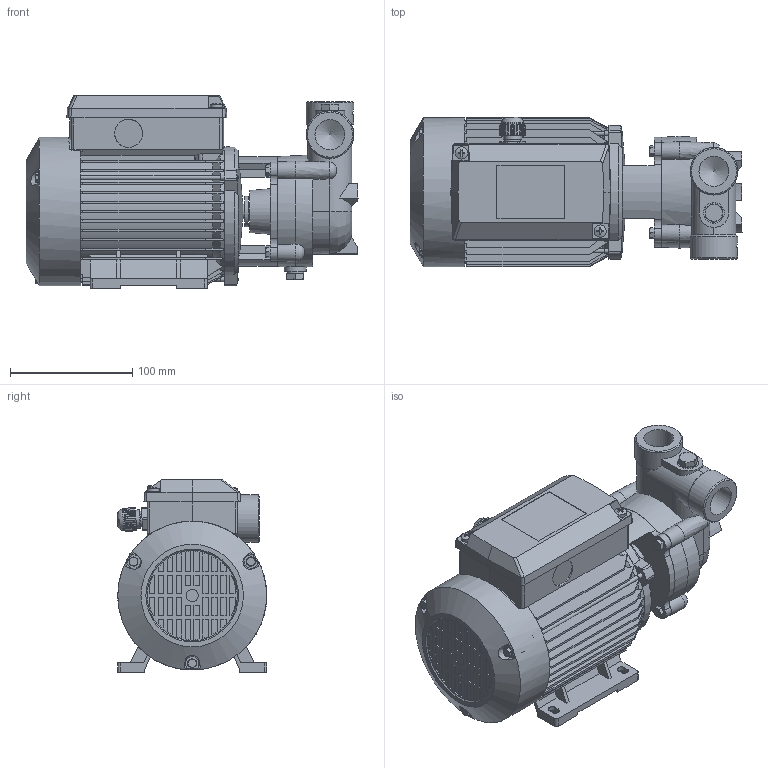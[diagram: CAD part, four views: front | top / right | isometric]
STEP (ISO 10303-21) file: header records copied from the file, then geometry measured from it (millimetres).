
FILE_DESCRIPTION(('STEP AP214'),'2;1');
FILE_NAME('4_93_453_02_REV00.stp','2013-09-02T15:51:02',(''),(''),'2012.1.115','THINKDESIGN','');
FILE_SCHEMA(('AUTOMOTIVE_DESIGN'));
Length unit declared in the file: millimetre
Bounding box: 272 x 122.35 x 158 mm (x, y, z)
Volume: 2751775.8 mm3; surface area: 406134.3 mm2
Topology: 19 solids, 19 shells, 1333 faces, 3678 edges, 2459 vertices
Faces by surface type: plane 863, cylinder 262, bspline 208
Full cylindrical faces by diameter (mm): 3.5 x3, 4 x3, 5 x11, 6 x2, 8.4 x2, 9.728 x2, 10 x4, 10.5 x1, 11.5 x1, 12 x2, 12.5 x1, 13.4 x1, 14 x3, 14.16 x1, 15 x1, 16 x1, 17 x1, 18 x2, 23 x2, 24.5 x2, 25 x1, 28.5 x1, 39 x2, 95 x1, 101 x1, 122 x1
Entity records: 59549 total; most frequent: CARTESIAN_POINT 13949, ORIENTED_EDGE 7342, DIRECTION 6447, EDGE_CURVE 3671, VERTEX_POINT 2456, VECTOR 2277, LINE 2277, AXIS2_PLACEMENT_3D 2085
